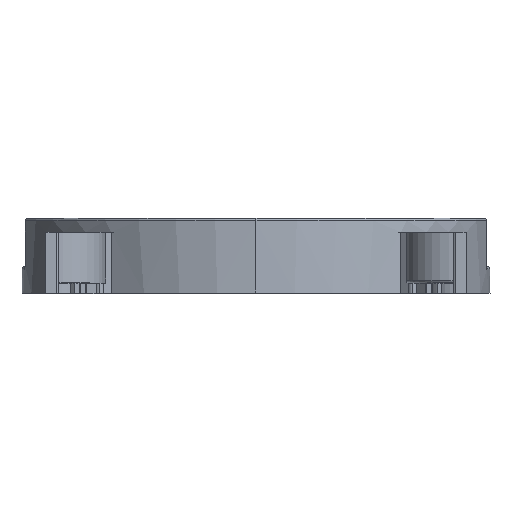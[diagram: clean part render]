
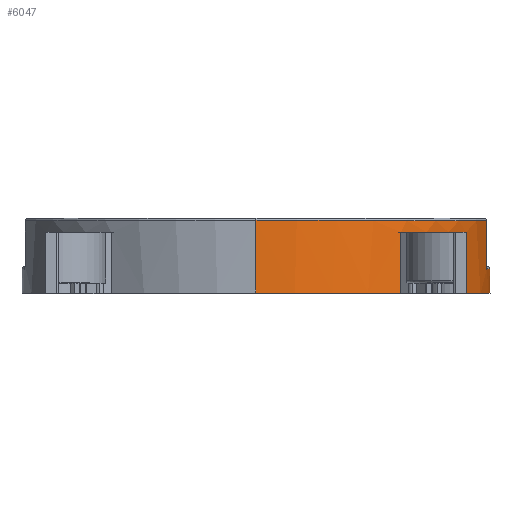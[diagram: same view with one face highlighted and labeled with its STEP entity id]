
A CAD part, top view. The second image highlights one B-rep face of the part: STEP entity #6047.
In plain terms, the highlighted cylindrical face has radius 20.343 mm (diameter 40.686 mm), a partial arc.
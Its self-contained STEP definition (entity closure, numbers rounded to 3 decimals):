
#16 = CARTESIAN_POINT ( 'NONE',  ( 0., 7.8, 0. ) ) ;
#27 = CIRCLE ( 'NONE', #6230, 20.343 ) ;
#37 = AXIS2_PLACEMENT_3D ( 'NONE', #3111, #6851, #3618 ) ;
#87 = EDGE_CURVE ( 'NONE', #3167, #1682, #27, .T. ) ;
#264 = EDGE_CURVE ( 'NONE', #2897, #6158, #1147, .T. ) ;
#387 = VERTEX_POINT ( 'NONE', #6922 ) ;
#438 = VERTEX_POINT ( 'NONE', #6707 ) ;
#451 = CARTESIAN_POINT ( 'NONE',  ( 3.172, 6.183, -20.094 ) ) ;
#501 = CARTESIAN_POINT ( 'NONE',  ( 3.452, 5.89, -20.048 ) ) ;
#512 = EDGE_CURVE ( 'NONE', #4969, #1682, #6781, .T. ) ;
#589 = LINE ( 'NONE', #6214, #3364 ) ;
#595 = CARTESIAN_POINT ( 'NONE',  ( 18.244, 1.3, 9. ) ) ;
#670 = DIRECTION ( 'NONE',  ( 0., 0., -1. ) ) ;
#675 = AXIS2_PLACEMENT_3D ( 'NONE', #2628, #2630, #2632 ) ;
#750 = VECTOR ( 'NONE', #1639, 1000. ) ;
#761 = DIRECTION ( 'NONE',  ( 0., -1., 0. ) ) ;
#819 = ORIENTED_EDGE ( 'NONE', *, *, #1382, .T. ) ;
#1147 = LINE ( 'NONE', #5811, #2499 ) ;
#1224 = CARTESIAN_POINT ( 'NONE',  ( 0., 1.3, 20.343 ) ) ;
#1345 = CARTESIAN_POINT ( 'NONE',  ( 0., 7.8, 20.343 ) ) ;
#1382 = EDGE_CURVE ( 'NONE', #4969, #2897, #6207, .T. ) ;
#1437 = ORIENTED_EDGE ( 'NONE', *, *, #5363, .T. ) ;
#1487 = CARTESIAN_POINT ( 'NONE',  ( 20.044, 3.4, -3.475 ) ) ;
#1530 = VERTEX_POINT ( 'NONE', #2270 ) ;
#1546 = ORIENTED_EDGE ( 'NONE', *, *, #5107, .T. ) ;
#1639 = DIRECTION ( 'NONE',  ( 0., -1., 0. ) ) ;
#1682 = VERTEX_POINT ( 'NONE', #1713 ) ;
#1713 = CARTESIAN_POINT ( 'NONE',  ( 0., 6.183, -20.343 ) ) ;
#1734 = ORIENTED_EDGE ( 'NONE', *, *, #2622, .T. ) ;
#1746 = VERTEX_POINT ( 'NONE', #1224 ) ;
#1771 = CARTESIAN_POINT ( 'NONE',  ( 20.044, 7.6, -3.475 ) ) ;
#1943 = DIRECTION ( 'NONE',  ( 0., -1., 0. ) ) ;
#1946 = VERTEX_POINT ( 'NONE', #595 ) ;
#2162 = CARTESIAN_POINT ( 'NONE',  ( 20.041, 7.6, 3.494 ) ) ;
#2179 = CARTESIAN_POINT ( 'NONE',  ( 20.041, 7.8, 3.494 ) ) ;
#2190 = DIRECTION ( 'NONE',  ( 0., -1., 0. ) ) ;
#2270 = CARTESIAN_POINT ( 'NONE',  ( 12.564, 6.6, 16. ) ) ;
#2332 = CARTESIAN_POINT ( 'NONE',  ( 12.564, 1.3, 16. ) ) ;
#2424 = CARTESIAN_POINT ( 'NONE',  ( 3.366, 6.116, -20.063 ) ) ;
#2499 = VECTOR ( 'NONE', #5829, 1000. ) ;
#2544 = CIRCLE ( 'NONE', #675, 20.343 ) ;
#2587 = DIRECTION ( 'NONE',  ( 0., -1., 0. ) ) ;
#2622 = EDGE_CURVE ( 'NONE', #6158, #6151, #2544, .T. ) ;
#2628 = CARTESIAN_POINT ( 'NONE',  ( 0., 3.4, 0. ) ) ;
#2630 = DIRECTION ( 'NONE',  ( 0., -1., 0. ) ) ;
#2632 = DIRECTION ( 'NONE',  ( 0., 0., 1. ) ) ;
#2711 = DIRECTION ( 'NONE',  ( 0., 0., 1. ) ) ;
#2715 = CARTESIAN_POINT ( 'NONE',  ( 0., 7.6, 0. ) ) ;
#2719 = DIRECTION ( 'NONE',  ( 0., -1., 0. ) ) ;
#2743 = ORIENTED_EDGE ( 'NONE', *, *, #264, .T. ) ;
#2897 = VERTEX_POINT ( 'NONE', #1771 ) ;
#2970 = CARTESIAN_POINT ( 'NONE',  ( 3.32, 6.148, -20.07 ) ) ;
#3013 = CARTESIAN_POINT ( 'NONE',  ( 3.452, 7.8, -20.048 ) ) ;
#3111 = CARTESIAN_POINT ( 'NONE',  ( 0., 6.6, 0. ) ) ;
#3167 = VERTEX_POINT ( 'NONE', #451 ) ;
#3262 = CARTESIAN_POINT ( 'NONE',  ( 0., 1.3, 0. ) ) ;
#3282 = AXIS2_PLACEMENT_3D ( 'NONE', #4218, #761, #4747 ) ;
#3364 = VECTOR ( 'NONE', #3527, 1000. ) ;
#3421 = CARTESIAN_POINT ( 'NONE',  ( 3.452, 5.89, -20.048 ) ) ;
#3461 = ORIENTED_EDGE ( 'NONE', *, *, #5272, .F. ) ;
#3481 = CARTESIAN_POINT ( 'NONE',  ( 3.249, 6.176, -20.082 ) ) ;
#3527 = DIRECTION ( 'NONE',  ( 0., 1., 0. ) ) ;
#3618 = DIRECTION ( 'NONE',  ( 0., 0., 1. ) ) ;
#3805 = DIRECTION ( 'NONE',  ( 0., 0., 1. ) ) ;
#3822 = EDGE_CURVE ( 'NONE', #3904, #1530, #589, .T. ) ;
#3904 = VERTEX_POINT ( 'NONE', #2332 ) ;
#3991 = ORIENTED_EDGE ( 'NONE', *, *, #5695, .F. ) ;
#4024 = CARTESIAN_POINT ( 'NONE',  ( 3.172, 6.183, -20.094 ) ) ;
#4032 = EDGE_CURVE ( 'NONE', #6151, #5004, #7137, .T. ) ;
#4065 = AXIS2_PLACEMENT_3D ( 'NONE', #16, #1943, #670 ) ;
#4171 = CIRCLE ( 'NONE', #37, 20.343 ) ;
#4202 = B_SPLINE_CURVE_WITH_KNOTS ( 'NONE', 3,
 ( #501, #7288, #5613, #2424, #6098, #2970, #6696, #3481, #7305, #4024 ),
 .UNSPECIFIED., .F., .F.,
 ( 4, 2, 2, 2, 4 ),
 ( 0., 0.5, 0.625, 0.75, 1. ),
 .UNSPECIFIED. ) ;
#4218 = CARTESIAN_POINT ( 'NONE',  ( 0., 1.3, 0. ) ) ;
#4747 = DIRECTION ( 'NONE',  ( 0., 0., 1. ) ) ;
#4752 = ORIENTED_EDGE ( 'NONE', *, *, #4032, .T. ) ;
#4817 = CARTESIAN_POINT ( 'NONE',  ( 18.244, 7.8, 9. ) ) ;
#4859 = VECTOR ( 'NONE', #5353, 1000. ) ;
#4969 = VERTEX_POINT ( 'NONE', #6876 ) ;
#5004 = VERTEX_POINT ( 'NONE', #2162 ) ;
#5020 = LINE ( 'NONE', #4817, #4859 ) ;
#5041 = AXIS2_PLACEMENT_3D ( 'NONE', #3262, #7044, #3805 ) ;
#5107 = EDGE_CURVE ( 'NONE', #6957, #3167, #4202, .T. ) ;
#5141 = DIRECTION ( 'NONE',  ( 0., 1., 0. ) ) ;
#5171 = ORIENTED_EDGE ( 'NONE', *, *, #5709, .T. ) ;
#5240 = EDGE_CURVE ( 'NONE', #1530, #387, #4171, .T. ) ;
#5272 = EDGE_CURVE ( 'NONE', #3904, #1746, #7090, .T. ) ;
#5299 = CARTESIAN_POINT ( 'NONE',  ( 3.452, 1.3, -20.048 ) ) ;
#5342 = CYLINDRICAL_SURFACE ( 'NONE', #4065, 20.343 ) ;
#5353 = DIRECTION ( 'NONE',  ( 0., -1., 0. ) ) ;
#5363 = EDGE_CURVE ( 'NONE', #387, #1946, #5020, .T. ) ;
#5403 = ORIENTED_EDGE ( 'NONE', *, *, #3822, .T. ) ;
#5407 = CARTESIAN_POINT ( 'NONE',  ( 0., 7.6, 0. ) ) ;
#5434 = CIRCLE ( 'NONE', #5739, 20.343 ) ;
#5564 = CARTESIAN_POINT ( 'NONE',  ( 0., 7.8, -20.343 ) ) ;
#5592 = FACE_OUTER_BOUND ( 'NONE', #6513, .T. ) ;
#5613 = CARTESIAN_POINT ( 'NONE',  ( 3.429, 6.049, -20.052 ) ) ;
#5695 = EDGE_CURVE ( 'NONE', #6742, #1946, #6387, .T. ) ;
#5709 = EDGE_CURVE ( 'NONE', #5004, #438, #5434, .T. ) ;
#5710 = ORIENTED_EDGE ( 'NONE', *, *, #87, .T. ) ;
#5739 = AXIS2_PLACEMENT_3D ( 'NONE', #5407, #2190, #5893 ) ;
#5811 = CARTESIAN_POINT ( 'NONE',  ( 20.044, 7.8, -3.475 ) ) ;
#5829 = DIRECTION ( 'NONE',  ( 0., -1., 0. ) ) ;
#5893 = DIRECTION ( 'NONE',  ( 0., 0., 1. ) ) ;
#6047 = ADVANCED_FACE ( 'NONE', ( #5592 ), #5342, .T. ) ;
#6065 = AXIS2_PLACEMENT_3D ( 'NONE', #2715, #2719, #2711 ) ;
#6098 = CARTESIAN_POINT ( 'NONE',  ( 3.352, 6.127, -20.065 ) ) ;
#6151 = VERTEX_POINT ( 'NONE', #6995 ) ;
#6158 = VERTEX_POINT ( 'NONE', #1487 ) ;
#6160 = ORIENTED_EDGE ( 'NONE', *, *, #6541, .T. ) ;
#6207 = CIRCLE ( 'NONE', #6065, 20.343 ) ;
#6214 = CARTESIAN_POINT ( 'NONE',  ( 12.564, 1.3, 16. ) ) ;
#6230 = AXIS2_PLACEMENT_3D ( 'NONE', #6650, #6388, #6374 ) ;
#6374 = DIRECTION ( 'NONE',  ( 0., 0., -1. ) ) ;
#6387 = CIRCLE ( 'NONE', #5041, 20.343 ) ;
#6388 = DIRECTION ( 'NONE',  ( 0., 1., 0. ) ) ;
#6466 = ORIENTED_EDGE ( 'NONE', *, *, #6643, .T. ) ;
#6513 = EDGE_LOOP ( 'NONE', ( #5171, #6466, #3461, #5403, #6605, #1437, #3991, #6160, #1546, #5710, #6878, #819, #2743, #1734, #4752 ) ) ;
#6541 = EDGE_CURVE ( 'NONE', #6742, #6957, #7388, .T. ) ;
#6605 = ORIENTED_EDGE ( 'NONE', *, *, #5240, .T. ) ;
#6643 = EDGE_CURVE ( 'NONE', #438, #1746, #7209, .T. ) ;
#6650 = CARTESIAN_POINT ( 'NONE',  ( 0., 6.183, 0. ) ) ;
#6696 = CARTESIAN_POINT ( 'NONE',  ( 3.302, 6.157, -20.074 ) ) ;
#6707 = CARTESIAN_POINT ( 'NONE',  ( 0., 7.6, 20.343 ) ) ;
#6742 = VERTEX_POINT ( 'NONE', #5299 ) ;
#6781 = LINE ( 'NONE', #5564, #750 ) ;
#6824 = VECTOR ( 'NONE', #7196, 1000. ) ;
#6851 = DIRECTION ( 'NONE',  ( 0., 1., 0. ) ) ;
#6876 = CARTESIAN_POINT ( 'NONE',  ( 0., 7.6, -20.343 ) ) ;
#6878 = ORIENTED_EDGE ( 'NONE', *, *, #512, .F. ) ;
#6922 = CARTESIAN_POINT ( 'NONE',  ( 18.244, 6.6, 9. ) ) ;
#6957 = VERTEX_POINT ( 'NONE', #3421 ) ;
#6995 = CARTESIAN_POINT ( 'NONE',  ( 20.041, 3.4, 3.494 ) ) ;
#7044 = DIRECTION ( 'NONE',  ( 0., -1., 0. ) ) ;
#7090 = CIRCLE ( 'NONE', #3282, 20.343 ) ;
#7137 = LINE ( 'NONE', #2179, #6824 ) ;
#7181 = VECTOR ( 'NONE', #2587, 1000. ) ;
#7196 = DIRECTION ( 'NONE',  ( 0., 1., 0. ) ) ;
#7209 = LINE ( 'NONE', #1345, #7181 ) ;
#7288 = CARTESIAN_POINT ( 'NONE',  ( 3.452, 5.979, -20.048 ) ) ;
#7305 = CARTESIAN_POINT ( 'NONE',  ( 3.212, 6.183, -20.088 ) ) ;
#7368 = VECTOR ( 'NONE', #5141, 1000. ) ;
#7388 = LINE ( 'NONE', #3013, #7368 ) ;
